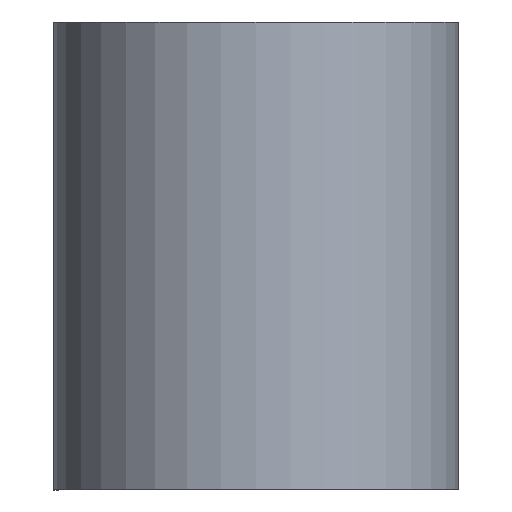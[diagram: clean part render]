
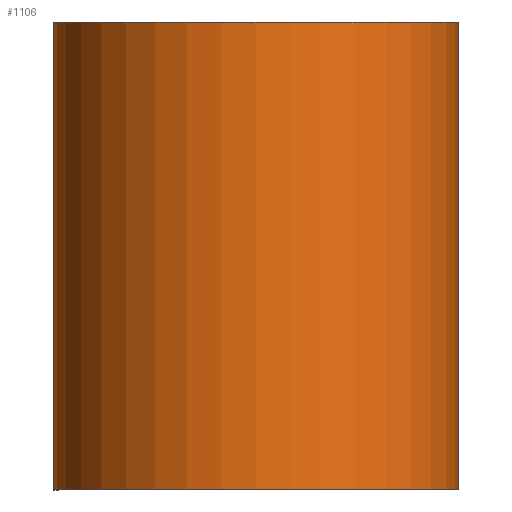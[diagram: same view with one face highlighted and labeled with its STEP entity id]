
A CAD part, top view. The second image highlights one B-rep face of the part: STEP entity #1106.
In plain terms, the highlighted cylindrical face has radius 10.825 mm (diameter 21.65 mm), a partial arc.
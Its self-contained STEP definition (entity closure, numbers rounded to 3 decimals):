
#173 = LINE ( 'NONE', #632, #2533 ) ;
#216 = DIRECTION ( 'NONE',  ( 0., -1., 0. ) ) ;
#221 = CARTESIAN_POINT ( 'NONE',  ( -0.125, 0., 0. ) ) ;
#321 = DIRECTION ( 'NONE',  ( 0., -1., 0. ) ) ;
#337 = FACE_OUTER_BOUND ( 'NONE', #764, .T. ) ;
#366 = ORIENTED_EDGE ( 'NONE', *, *, #2433, .T. ) ;
#477 = CARTESIAN_POINT ( 'NONE',  ( 10.7, 0., 0. ) ) ;
#606 = ORIENTED_EDGE ( 'NONE', *, *, #1652, .F. ) ;
#620 = AXIS2_PLACEMENT_3D ( 'NONE', #1233, #321, #2099 ) ;
#632 = CARTESIAN_POINT ( 'NONE',  ( 10.7, 25., 0. ) ) ;
#645 = DIRECTION ( 'NONE',  ( 1., 0., 0. ) ) ;
#661 = DIRECTION ( 'NONE',  ( 0., -1., 0. ) ) ;
#764 = EDGE_LOOP ( 'NONE', ( #2269, #606, #366, #2623 ) ) ;
#786 = VERTEX_POINT ( 'NONE', #1876 ) ;
#861 = EDGE_CURVE ( 'NONE', #786, #2372, #1295, .T. ) ;
#968 = AXIS2_PLACEMENT_3D ( 'NONE', #221, #661, #645 ) ;
#1062 = CIRCLE ( 'NONE', #1646, 10.825 ) ;
#1080 = VECTOR ( 'NONE', #2635, 1000. ) ;
#1099 = CARTESIAN_POINT ( 'NONE',  ( -0.125, 25., 0. ) ) ;
#1106 = ADVANCED_FACE ( 'NONE', ( #337 ), #2311, .T. ) ;
#1233 = CARTESIAN_POINT ( 'NONE',  ( -0.125, 25., 0. ) ) ;
#1295 = LINE ( 'NONE', #1763, #1080 ) ;
#1460 = VERTEX_POINT ( 'NONE', #1979 ) ;
#1646 = AXIS2_PLACEMENT_3D ( 'NONE', #1099, #2155, #1969 ) ;
#1652 = EDGE_CURVE ( 'NONE', #1460, #2156, #173, .T. ) ;
#1673 = CIRCLE ( 'NONE', #968, 10.825 ) ;
#1763 = CARTESIAN_POINT ( 'NONE',  ( -10.95, 25., 0. ) ) ;
#1876 = CARTESIAN_POINT ( 'NONE',  ( -10.95, 25., 0. ) ) ;
#1969 = DIRECTION ( 'NONE',  ( 1., 0., 0. ) ) ;
#1979 = CARTESIAN_POINT ( 'NONE',  ( 10.7, 25., 0. ) ) ;
#1996 = EDGE_CURVE ( 'NONE', #2156, #2372, #1673, .T. ) ;
#2099 = DIRECTION ( 'NONE',  ( 0., 0., -1. ) ) ;
#2155 = DIRECTION ( 'NONE',  ( 0., -1., 0. ) ) ;
#2156 = VERTEX_POINT ( 'NONE', #477 ) ;
#2187 = CARTESIAN_POINT ( 'NONE',  ( -10.95, 0., 0. ) ) ;
#2269 = ORIENTED_EDGE ( 'NONE', *, *, #1996, .F. ) ;
#2311 = CYLINDRICAL_SURFACE ( 'NONE', #620, 10.825 ) ;
#2372 = VERTEX_POINT ( 'NONE', #2187 ) ;
#2433 = EDGE_CURVE ( 'NONE', #1460, #786, #1062, .T. ) ;
#2533 = VECTOR ( 'NONE', #216, 1000. ) ;
#2623 = ORIENTED_EDGE ( 'NONE', *, *, #861, .T. ) ;
#2635 = DIRECTION ( 'NONE',  ( 0., -1., 0. ) ) ;
